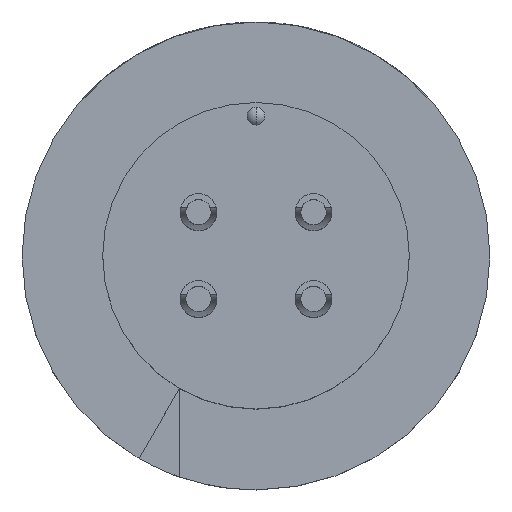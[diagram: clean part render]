
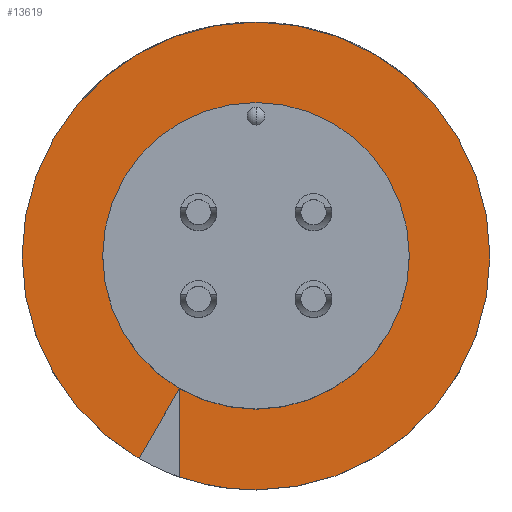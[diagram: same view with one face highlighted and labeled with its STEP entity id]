
A CAD part, top view. The second image highlights one B-rep face of the part: STEP entity #13619.
In plain terms, the highlighted planar face has unit normal (0, 0, 1).
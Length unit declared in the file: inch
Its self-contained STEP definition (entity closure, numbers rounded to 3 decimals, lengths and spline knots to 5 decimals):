
#199 = VERTEX_POINT ( 'NONE', #2589 ) ;
#265 = VERTEX_POINT ( 'NONE', #2540 ) ;
#342 = CARTESIAN_POINT ( 'NONE',  ( -0.133, -0.3836, -0.187 ) ) ;
#589 = VERTEX_POINT ( 'NONE', #13760 ) ;
#1059 = DIRECTION ( 'NONE',  ( 0., -1., 0. ) ) ;
#1073 = DIRECTION ( 'NONE',  ( 0., 0., 1. ) ) ;
#1079 = CARTESIAN_POINT ( 'NONE',  ( 0., 0., -0.187 ) ) ;
#1711 = AXIS2_PLACEMENT_3D ( 'NONE', #10077, #9868, #9848 ) ;
#2086 = DIRECTION ( 'NONE',  ( 1., 0., 0. ) ) ;
#2104 = DIRECTION ( 'NONE',  ( 0., 0., 1. ) ) ;
#2111 = CARTESIAN_POINT ( 'NONE',  ( 0., 0., -0.187 ) ) ;
#2540 = CARTESIAN_POINT ( 'NONE',  ( -0.266, 0., -0.187 ) ) ;
#2589 = CARTESIAN_POINT ( 'NONE',  ( 0., -0.406, -0.187 ) ) ;
#2694 = VERTEX_POINT ( 'NONE', #342 ) ;
#3746 = ORIENTED_EDGE ( 'NONE', *, *, #11063, .T. ) ;
#3821 = FACE_OUTER_BOUND ( 'NONE', #9281, .T. ) ;
#3904 = AXIS2_PLACEMENT_3D ( 'NONE', #12610, #12594, #12575 ) ;
#4291 = ORIENTED_EDGE ( 'NONE', *, *, #9095, .T. ) ;
#4568 = EDGE_CURVE ( 'NONE', #7237, #12796, #11271, .T. ) ;
#4782 = CARTESIAN_POINT ( 'NONE',  ( -0.203, -0.35161, -0.187 ) ) ;
#5012 = DIRECTION ( 'NONE',  ( 1., 0., 0. ) ) ;
#5017 = DIRECTION ( 'NONE',  ( 0., 0., 1. ) ) ;
#5024 = CARTESIAN_POINT ( 'NONE',  ( 0., 0., -0.187 ) ) ;
#5587 = ORIENTED_EDGE ( 'NONE', *, *, #8255, .F. ) ;
#5991 = CIRCLE ( 'NONE', #10262, 0.266 ) ;
#6203 = ORIENTED_EDGE ( 'NONE', *, *, #9812, .F. ) ;
#6951 = CARTESIAN_POINT ( 'NONE',  ( -0.203, -0.35161, -0.187 ) ) ;
#7052 = CARTESIAN_POINT ( 'NONE',  ( -0.133, -0.23036, -0.187 ) ) ;
#7237 = VERTEX_POINT ( 'NONE', #10008 ) ;
#7291 = AXIS2_PLACEMENT_3D ( 'NONE', #9701, #9696, #9683 ) ;
#7848 = B_SPLINE_CURVE_WITH_KNOTS ( 'NONE', 1,
 ( #6951, #7052 ),
 .UNSPECIFIED., .F., .F.,
 ( 2, 2 ),
 ( 0., 1. ),
 .UNSPECIFIED. ) ;
#8218 = CIRCLE ( 'NONE', #7291, 0.406 ) ;
#8255 = EDGE_CURVE ( 'NONE', #2694, #8360, #10967, .T. ) ;
#8360 = VERTEX_POINT ( 'NONE', #11140 ) ;
#8638 = ORIENTED_EDGE ( 'NONE', *, *, #9392, .F. ) ;
#8661 = EDGE_CURVE ( 'NONE', #8360, #589, #5991, .T. ) ;
#9095 = EDGE_CURVE ( 'NONE', #12796, #8360, #7848, .T. ) ;
#9281 = EDGE_LOOP ( 'NONE', ( #4291, #6203, #8638, #9538, #5587, #10272, #3746, #14482 ) ) ;
#9392 = EDGE_CURVE ( 'NONE', #589, #265, #10748, .T. ) ;
#9538 = ORIENTED_EDGE ( 'NONE', *, *, #8661, .F. ) ;
#9545 = DIRECTION ( 'NONE',  ( 1., 0., 0. ) ) ;
#9549 = DIRECTION ( 'NONE',  ( 0., 0., 1. ) ) ;
#9558 = CARTESIAN_POINT ( 'NONE',  ( 0., 0., -0.187 ) ) ;
#9683 = DIRECTION ( 'NONE',  ( 0., -1., 0. ) ) ;
#9696 = DIRECTION ( 'NONE',  ( 0., 0., 1. ) ) ;
#9701 = CARTESIAN_POINT ( 'NONE',  ( 0., 0., -0.187 ) ) ;
#9795 = AXIS2_PLACEMENT_3D ( 'NONE', #1079, #1073, #1059 ) ;
#9812 = EDGE_CURVE ( 'NONE', #265, #8360, #13177, .T. ) ;
#9848 = DIRECTION ( 'NONE',  ( 1., 0., 0. ) ) ;
#9868 = DIRECTION ( 'NONE',  ( 0., 0., 1. ) ) ;
#9965 = PLANE ( 'NONE',  #1711 ) ;
#9971 = EDGE_CURVE ( 'NONE', #2694, #199, #14375, .T. ) ;
#10008 = CARTESIAN_POINT ( 'NONE',  ( 0., 0.406, -0.187 ) ) ;
#10077 = CARTESIAN_POINT ( 'NONE',  ( 0.42224, 0.42224, -0.187 ) ) ;
#10262 = AXIS2_PLACEMENT_3D ( 'NONE', #9558, #9549, #9545 ) ;
#10272 = ORIENTED_EDGE ( 'NONE', *, *, #9971, .T. ) ;
#10748 = CIRCLE ( 'NONE', #12929, 0.266 ) ;
#10967 = B_SPLINE_CURVE_WITH_KNOTS ( 'NONE', 1,
 ( #11727, #11722 ),
 .UNSPECIFIED., .F., .F.,
 ( 2, 2 ),
 ( 0., 1. ),
 .UNSPECIFIED. ) ;
#11063 = EDGE_CURVE ( 'NONE', #199, #7237, #8218, .T. ) ;
#11140 = CARTESIAN_POINT ( 'NONE',  ( -0.133, -0.23036, -0.187 ) ) ;
#11271 = CIRCLE ( 'NONE', #3904, 0.406 ) ;
#11722 = CARTESIAN_POINT ( 'NONE',  ( -0.133, -0.23036, -0.187 ) ) ;
#11727 = CARTESIAN_POINT ( 'NONE',  ( -0.133, -0.3836, -0.187 ) ) ;
#12575 = DIRECTION ( 'NONE',  ( 0., -1., 0. ) ) ;
#12594 = DIRECTION ( 'NONE',  ( 0., 0., 1. ) ) ;
#12610 = CARTESIAN_POINT ( 'NONE',  ( 0., 0., -0.187 ) ) ;
#12796 = VERTEX_POINT ( 'NONE', #4782 ) ;
#12929 = AXIS2_PLACEMENT_3D ( 'NONE', #5024, #5017, #5012 ) ;
#13177 = CIRCLE ( 'NONE', #13521, 0.266 ) ;
#13521 = AXIS2_PLACEMENT_3D ( 'NONE', #2111, #2104, #2086 ) ;
#13619 = ADVANCED_FACE ( 'NONE', ( #3821 ), #9965, .T. ) ;
#13760 = CARTESIAN_POINT ( 'NONE',  ( 0.266, 0., -0.187 ) ) ;
#14375 = CIRCLE ( 'NONE', #9795, 0.406 ) ;
#14482 = ORIENTED_EDGE ( 'NONE', *, *, #4568, .T. ) ;
